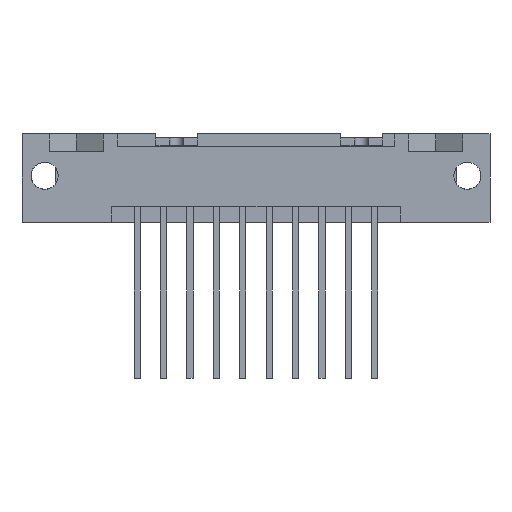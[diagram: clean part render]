
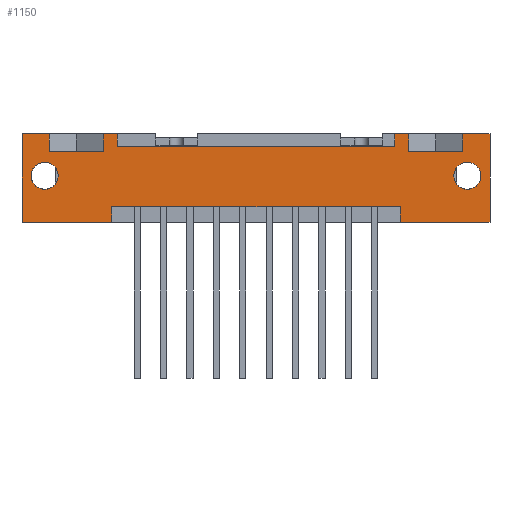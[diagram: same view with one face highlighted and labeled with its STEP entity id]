
A CAD part, front view. The second image highlights one B-rep face of the part: STEP entity #1150.
In plain terms, the highlighted planar face has unit normal (0, -1, 0).
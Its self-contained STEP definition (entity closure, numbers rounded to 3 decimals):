
#839=FACE_BOUND('',#2084,.T.);
#840=FACE_BOUND('',#2085,.T.);
#841=FACE_BOUND('',#2086,.T.);
#880=CIRCLE('',#6876,1.3);
#881=CIRCLE('',#6906,1.3);
#1150=ADVANCED_FACE('',(#839,#840,#841),#1455,.T.);
#1455=PLANE('',#6907);
#2084=EDGE_LOOP('',(#3327));
#2085=EDGE_LOOP('',(#3328));
#2086=EDGE_LOOP('',(#3329,#3330,#3331,#3332,#3333,#3334,#3335,#3336,#3337,
#3338,#3339,#3340,#3341,#3342,#3343,#3344,#3345,#3346,#3347,#3348));
#3327=ORIENTED_EDGE('',*,*,#4865,.T.);
#3328=ORIENTED_EDGE('',*,*,#4972,.T.);
#3329=ORIENTED_EDGE('',*,*,#4971,.T.);
#3330=ORIENTED_EDGE('',*,*,#4962,.T.);
#3331=ORIENTED_EDGE('',*,*,#4873,.T.);
#3332=ORIENTED_EDGE('',*,*,#4973,.T.);
#3333=ORIENTED_EDGE('',*,*,#4812,.T.);
#3334=ORIENTED_EDGE('',*,*,#4814,.T.);
#3335=ORIENTED_EDGE('',*,*,#4801,.T.);
#3336=ORIENTED_EDGE('',*,*,#4974,.T.);
#3337=ORIENTED_EDGE('',*,*,#4975,.T.);
#3338=ORIENTED_EDGE('',*,*,#4976,.T.);
#3339=ORIENTED_EDGE('',*,*,#4977,.T.);
#3340=ORIENTED_EDGE('',*,*,#4978,.T.);
#3341=ORIENTED_EDGE('',*,*,#4795,.T.);
#3342=ORIENTED_EDGE('',*,*,#4798,.T.);
#3343=ORIENTED_EDGE('',*,*,#4784,.T.);
#3344=ORIENTED_EDGE('',*,*,#4979,.T.);
#3345=ORIENTED_EDGE('',*,*,#4951,.F.);
#3346=ORIENTED_EDGE('',*,*,#4957,.T.);
#3347=ORIENTED_EDGE('',*,*,#4965,.T.);
#3348=ORIENTED_EDGE('',*,*,#4968,.T.);
#4090=VERTEX_POINT('',#9452);
#4091=VERTEX_POINT('',#9453);
#4098=VERTEX_POINT('',#9473);
#4099=VERTEX_POINT('',#9475);
#4102=VERTEX_POINT('',#9486);
#4104=VERTEX_POINT('',#9489);
#4110=VERTEX_POINT('',#9507);
#4111=VERTEX_POINT('',#9509);
#4152=VERTEX_POINT('',#9621);
#4157=VERTEX_POINT('',#9635);
#4158=VERTEX_POINT('',#9637);
#4213=VERTEX_POINT('',#9790);
#4214=VERTEX_POINT('',#9792);
#4218=VERTEX_POINT('',#9802);
#4222=VERTEX_POINT('',#9812);
#4224=VERTEX_POINT('',#9817);
#4225=VERTEX_POINT('',#9822);
#4227=VERTEX_POINT('',#9832);
#4228=VERTEX_POINT('',#9835);
#4229=VERTEX_POINT('',#9837);
#4230=VERTEX_POINT('',#9839);
#4231=VERTEX_POINT('',#9841);
#4784=EDGE_CURVE('',#4090,#4091,#5577,.T.);
#4795=EDGE_CURVE('',#4099,#4098,#5588,.T.);
#4798=EDGE_CURVE('',#4098,#4090,#5590,.T.);
#4801=EDGE_CURVE('',#4104,#4102,#5592,.T.);
#4812=EDGE_CURVE('',#4110,#4111,#5603,.T.);
#4814=EDGE_CURVE('',#4111,#4104,#5604,.T.);
#4865=EDGE_CURVE('',#4152,#4152,#880,.T.);
#4873=EDGE_CURVE('',#4158,#4157,#5656,.T.);
#4951=EDGE_CURVE('',#4213,#4214,#5734,.T.);
#4957=EDGE_CURVE('',#4213,#4218,#5740,.T.);
#4962=EDGE_CURVE('',#4222,#4158,#5745,.T.);
#4965=EDGE_CURVE('',#4218,#4224,#5748,.T.);
#4968=EDGE_CURVE('',#4224,#4225,#5751,.T.);
#4971=EDGE_CURVE('',#4225,#4222,#5754,.T.);
#4972=EDGE_CURVE('',#4227,#4227,#881,.T.);
#4973=EDGE_CURVE('',#4157,#4110,#5755,.T.);
#4974=EDGE_CURVE('',#4102,#4228,#5756,.T.);
#4975=EDGE_CURVE('',#4228,#4229,#5757,.T.);
#4976=EDGE_CURVE('',#4229,#4230,#5758,.T.);
#4977=EDGE_CURVE('',#4230,#4231,#5759,.T.);
#4978=EDGE_CURVE('',#4231,#4099,#5760,.T.);
#4979=EDGE_CURVE('',#4091,#4214,#5761,.T.);
#5577=LINE('',#9451,#6354);
#5588=LINE('',#9474,#6365);
#5590=LINE('',#9480,#6367);
#5592=LINE('',#9488,#6369);
#5603=LINE('',#9510,#6380);
#5604=LINE('',#9514,#6381);
#5656=LINE('',#9636,#6433);
#5734=LINE('',#9791,#6511);
#5740=LINE('',#9803,#6517);
#5745=LINE('',#9811,#6522);
#5748=LINE('',#9818,#6525);
#5751=LINE('',#9824,#6528);
#5754=LINE('',#9829,#6531);
#5755=LINE('',#9833,#6532);
#5756=LINE('',#9834,#6533);
#5757=LINE('',#9836,#6534);
#5758=LINE('',#9838,#6535);
#5759=LINE('',#9840,#6536);
#5760=LINE('',#9842,#6537);
#5761=LINE('',#9843,#6538);
#6354=VECTOR('',#7886,1.);
#6365=VECTOR('',#7903,1.);
#6367=VECTOR('',#7909,1.);
#6369=VECTOR('',#7917,1.);
#6380=VECTOR('',#7934,1.);
#6381=VECTOR('',#7939,1.);
#6433=VECTOR('',#8041,1.);
#6511=VECTOR('',#8161,1.);
#6517=VECTOR('',#8169,1.);
#6522=VECTOR('',#8174,1.);
#6525=VECTOR('',#8179,1.);
#6528=VECTOR('',#8184,1.);
#6531=VECTOR('',#8191,1.);
#6532=VECTOR('',#8196,1.);
#6533=VECTOR('',#8197,1.);
#6534=VECTOR('',#8198,1.);
#6535=VECTOR('',#8199,1.);
#6536=VECTOR('',#8200,1.);
#6537=VECTOR('',#8201,1.);
#6538=VECTOR('',#8202,1.);
#6876=AXIS2_PLACEMENT_3D('',#9620,#8028,#8029);
#6906=AXIS2_PLACEMENT_3D('',#9831,#8194,#8195);
#6907=AXIS2_PLACEMENT_3D('',#9844,#8203,#8204);
#7886=DIRECTION('',(0.,0.,1.));
#7903=DIRECTION('',(0.,0.,-1.));
#7909=DIRECTION('',(-1.,0.,0.));
#7917=DIRECTION('',(0.,0.,1.));
#7934=DIRECTION('',(0.,0.,-1.));
#7939=DIRECTION('',(-1.,0.,0.));
#8028=DIRECTION('',(0.,1.,0.));
#8029=DIRECTION('',(1.,0.,0.));
#8041=DIRECTION('',(0.,0.,1.));
#8161=DIRECTION('',(0.,0.,1.));
#8169=DIRECTION('',(1.,0.,0.));
#8174=DIRECTION('',(1.,0.,0.));
#8179=DIRECTION('',(0.,0.,1.));
#8184=DIRECTION('',(1.,0.,0.));
#8191=DIRECTION('',(0.,0.,-1.));
#8194=DIRECTION('',(0.,1.,0.));
#8195=DIRECTION('',(1.,0.,0.));
#8196=DIRECTION('',(-1.,0.,0.));
#8197=DIRECTION('',(-1.,0.,0.));
#8198=DIRECTION('',(0.,0.,-1.));
#8199=DIRECTION('',(-1.,0.,0.));
#8200=DIRECTION('',(0.,0.,1.));
#8201=DIRECTION('',(-1.,0.,0.));
#8202=DIRECTION('',(-1.,0.,0.));
#8203=DIRECTION('',(0.,-1.,0.));
#8204=DIRECTION('',(1.,0.,0.));
#9451=CARTESIAN_POINT('',(-28.943,2.59,6.8));
#9452=CARTESIAN_POINT('',(-28.943,2.59,6.8));
#9453=CARTESIAN_POINT('',(-28.943,2.59,8.5));
#9473=CARTESIAN_POINT('',(-23.743,2.59,6.8));
#9474=CARTESIAN_POINT('',(-23.743,2.59,8.5));
#9475=CARTESIAN_POINT('',(-23.743,2.59,8.5));
#9480=CARTESIAN_POINT('',(-23.743,2.59,6.8));
#9486=CARTESIAN_POINT('',(5.597,2.59,8.5));
#9488=CARTESIAN_POINT('',(5.597,2.59,6.8));
#9489=CARTESIAN_POINT('',(5.597,2.59,6.8));
#9507=CARTESIAN_POINT('',(10.797,2.59,8.5));
#9509=CARTESIAN_POINT('',(10.797,2.59,6.8));
#9510=CARTESIAN_POINT('',(10.797,2.59,8.5));
#9514=CARTESIAN_POINT('',(10.797,2.59,6.8));
#9620=CARTESIAN_POINT('',(11.247,2.59,4.47));
#9621=CARTESIAN_POINT('',(12.547,2.59,4.47));
#9635=CARTESIAN_POINT('',(13.427,2.59,8.5));
#9636=CARTESIAN_POINT('',(13.427,2.59,0.));
#9637=CARTESIAN_POINT('',(13.427,2.59,0.));
#9790=CARTESIAN_POINT('',(-31.573,2.59,0.));
#9791=CARTESIAN_POINT('',(-31.573,2.59,0.));
#9792=CARTESIAN_POINT('',(-31.573,2.59,8.5));
#9802=CARTESIAN_POINT('',(-22.923,2.59,0.));
#9803=CARTESIAN_POINT('',(-31.573,2.59,0.));
#9811=CARTESIAN_POINT('',(4.777,2.59,0.));
#9812=CARTESIAN_POINT('',(4.777,2.59,0.));
#9817=CARTESIAN_POINT('',(-22.923,2.59,1.48));
#9818=CARTESIAN_POINT('',(-22.923,2.59,0.));
#9822=CARTESIAN_POINT('',(4.777,2.59,1.48));
#9824=CARTESIAN_POINT('',(-22.923,2.59,1.48));
#9829=CARTESIAN_POINT('',(4.777,2.59,1.48));
#9831=CARTESIAN_POINT('',(-29.393,2.59,4.47));
#9832=CARTESIAN_POINT('',(-28.093,2.59,4.47));
#9833=CARTESIAN_POINT('',(13.427,2.59,8.5));
#9834=CARTESIAN_POINT('',(5.597,2.59,8.5));
#9835=CARTESIAN_POINT('',(4.277,2.59,8.5));
#9836=CARTESIAN_POINT('',(4.277,2.59,8.5));
#9837=CARTESIAN_POINT('',(4.277,2.59,7.3));
#9838=CARTESIAN_POINT('',(4.277,2.59,7.3));
#9839=CARTESIAN_POINT('',(-22.423,2.59,7.3));
#9840=CARTESIAN_POINT('',(-22.423,2.59,7.3));
#9841=CARTESIAN_POINT('',(-22.423,2.59,8.5));
#9842=CARTESIAN_POINT('',(-22.423,2.59,8.5));
#9843=CARTESIAN_POINT('',(-28.943,2.59,8.5));
#9844=CARTESIAN_POINT('',(-31.573,2.59,0.));
